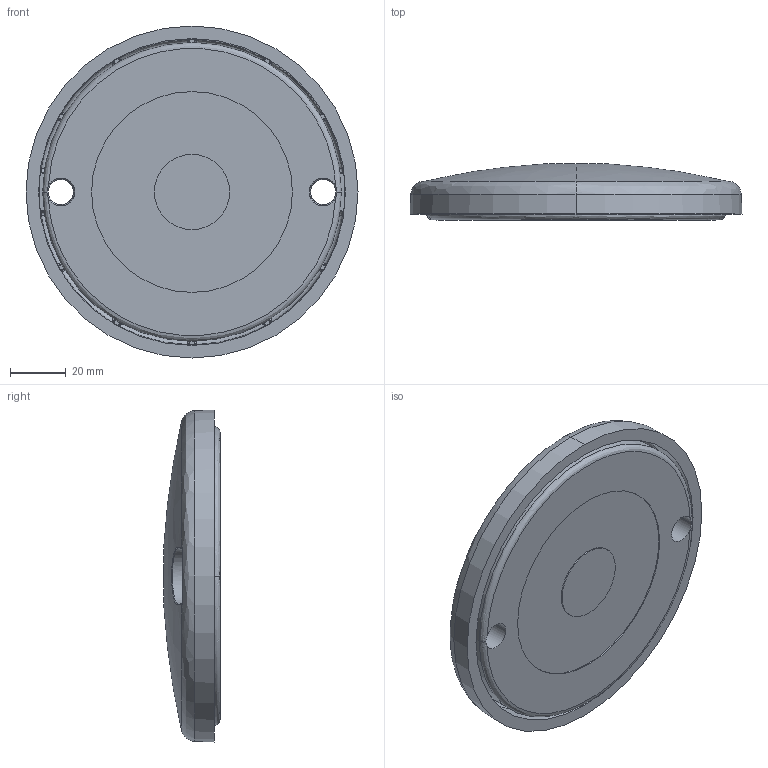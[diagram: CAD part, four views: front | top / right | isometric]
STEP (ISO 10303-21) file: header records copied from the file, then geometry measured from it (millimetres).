
FILE_DESCRIPTION (( 'STEP AP214' ), '1' );
FILE_NAME ('098a120zbsg.STEP', '2014-09-10T06:08:30', ( '' ), ( '' ), 'SwSTEP 2.0', 'SolidWorks 2014', '' );
FILE_SCHEMA (( 'AUTOMOTIVE_DESIGN' ));
Length unit declared in the file: millimetre
Products named in the file (1): 098a120zbsg
Bounding box: 119 x 20.1 x 119 mm (x, y, z)
Volume: 119314.4 mm3; surface area: 62063.1 mm2
Topology: 2 solids, 2 shells, 1627 faces, 3724 edges, 2091 vertices
Faces by surface type: bspline 1238, cone 170, plane 113, cylinder 106
Entity records: 86752 total; most frequent: CARTESIAN_POINT 40861, ORIENTED_EDGE 7392, DIRECTION 3810, EDGE_CURVE 3696, VERTEX_POINT 2091, B_SPLINE_CURVE_WITH_KNOTS 1748, AXIS2_PLACEMENT_3D 1675, EDGE_LOOP 1655
